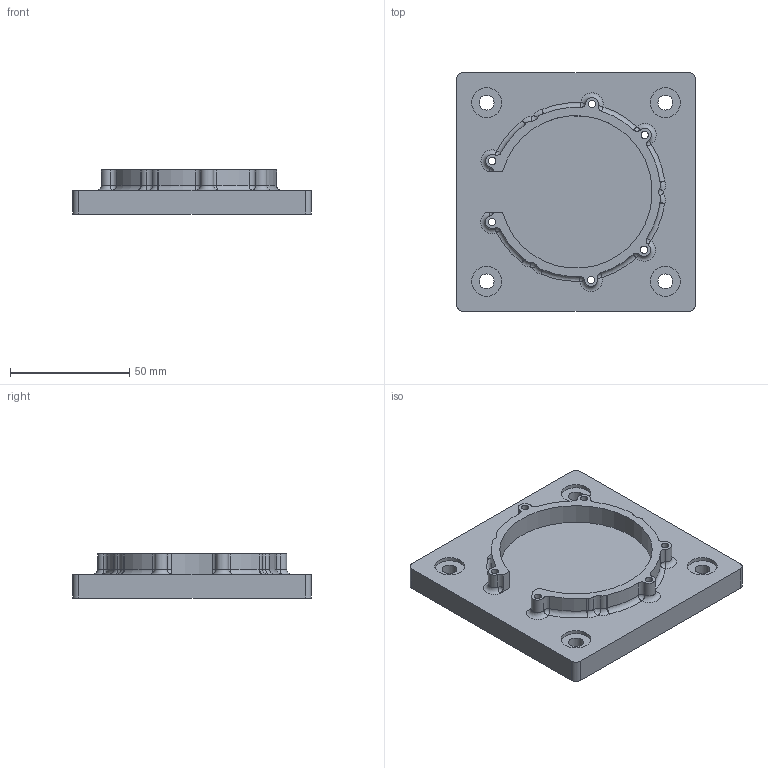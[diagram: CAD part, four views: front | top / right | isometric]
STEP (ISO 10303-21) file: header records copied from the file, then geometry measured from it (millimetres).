
FILE_DESCRIPTION(/* description */ ('','CAx-IF Rec.Pracs.---Representation and Presentation of Product Manufacturing Information (PMI)---4.0---2014-10-13'),/* implementation_level */ '2;1');
FILE_NAME(/* name */ '',/* time_stamp */ '2025-01-24T16:10:06+08:00',/* author */ (''),/* organization */ (''),/* preprocessor_version */ 'ST-DEVELOPER v20',/* originating_system */ 'Autodesk Translation Framework v13.20.0.188',/* authorisation */ '');
FILE_SCHEMA (('AP242_MANAGED_MODEL_BASED_3D_ENGINEERING_MIM_LF { 1 0 10303 442 1 1 4 }'));
Length unit declared in the file: millimetre
Products named in the file (1): 底座-1轴固定座
Bounding box: 100 x 100 x 18.5 mm (x, y, z)
Volume: 104244 mm3; surface area: 29186.1 mm2
Topology: 1 solids, 1 shells, 126 faces, 283 edges, 170 vertices
Faces by surface type: cylinder 66, torus 20, plane 19, sphere 18, bspline 3
Full cylindrical faces by diameter (mm): 3.1 x6, 6.2 x4, 6.6 x6, 12.6 x4
Entity records: 3645 total; most frequent: DIRECTION 726, CARTESIAN_POINT 612, ORIENTED_EDGE 566, AXIS2_PLACEMENT_3D 321, EDGE_CURVE 283, CIRCLE 197, VERTEX_POINT 170, EDGE_LOOP 157
